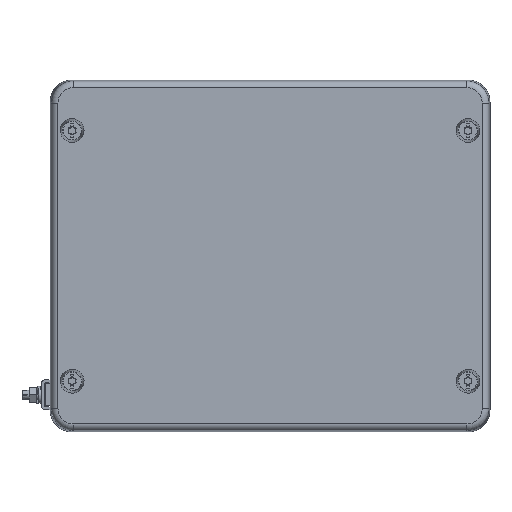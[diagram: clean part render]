
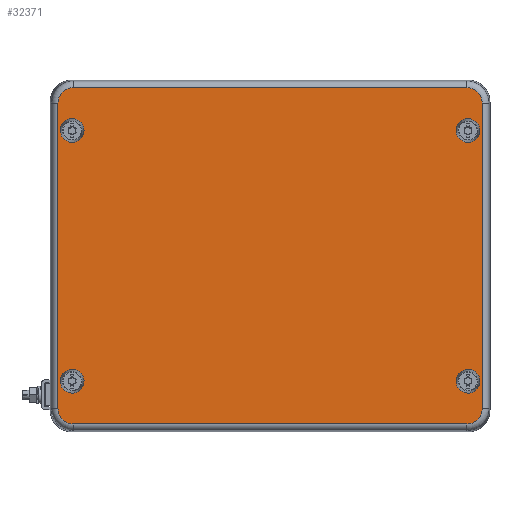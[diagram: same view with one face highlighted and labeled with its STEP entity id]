
A CAD part, top view. The second image highlights one B-rep face of the part: STEP entity #32371.
In plain terms, the highlighted planar face has unit normal (0, 0, 1).
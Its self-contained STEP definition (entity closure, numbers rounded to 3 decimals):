
#21901=AXIS2_PLACEMENT_3D('Circle Axis2P3D',#21899,#21900,$) ;
#21927=AXIS2_PLACEMENT_3D('Circle Axis2P3D',#21925,#21926,$) ;
#21944=AXIS2_PLACEMENT_3D('Circle Axis2P3D',#21942,#21943,$) ;
#21970=AXIS2_PLACEMENT_3D('Circle Axis2P3D',#21968,#21969,$) ;
#32205=AXIS2_PLACEMENT_3D('Circle Axis2P3D',#32203,#32204,$) ;
#32231=AXIS2_PLACEMENT_3D('Circle Axis2P3D',#32229,#32230,$) ;
#32248=AXIS2_PLACEMENT_3D('Circle Axis2P3D',#32246,#32247,$) ;
#32274=AXIS2_PLACEMENT_3D('Circle Axis2P3D',#32272,#32273,$) ;
#32287=AXIS2_PLACEMENT_3D('Plane Axis2P3D',#32284,#32285,#32286) ;
#32300=AXIS2_PLACEMENT_3D('Circle Axis2P3D',#32298,#32299,$) ;
#32314=AXIS2_PLACEMENT_3D('Circle Axis2P3D',#32312,#32313,$) ;
#32328=AXIS2_PLACEMENT_3D('Circle Axis2P3D',#32326,#32327,$) ;
#32342=AXIS2_PLACEMENT_3D('Circle Axis2P3D',#32340,#32341,$) ;
#21899=CARTESIAN_POINT('Axis2P3D Location',(202.792,137.013,100.)) ;
#21903=CARTESIAN_POINT('Vertex',(200.195,132.259,100.)) ;
#21905=CARTESIAN_POINT('Vertex',(205.389,141.767,100.)) ;
#21925=CARTESIAN_POINT('Axis2P3D Location',(202.792,137.013,100.)) ;
#21942=CARTESIAN_POINT('Axis2P3D Location',(202.792,23.013,100.)) ;
#21946=CARTESIAN_POINT('Vertex',(200.195,18.259,100.)) ;
#21948=CARTESIAN_POINT('Vertex',(205.389,27.767,100.)) ;
#21968=CARTESIAN_POINT('Axis2P3D Location',(202.792,23.013,100.)) ;
#32203=CARTESIAN_POINT('Axis2P3D Location',(22.792,23.013,100.)) ;
#32207=CARTESIAN_POINT('Vertex',(20.195,18.259,100.)) ;
#32209=CARTESIAN_POINT('Vertex',(25.389,27.767,100.)) ;
#32229=CARTESIAN_POINT('Axis2P3D Location',(22.792,23.013,100.)) ;
#32246=CARTESIAN_POINT('Axis2P3D Location',(22.792,137.013,100.)) ;
#32250=CARTESIAN_POINT('Vertex',(25.389,141.767,100.)) ;
#32252=CARTESIAN_POINT('Vertex',(20.195,132.259,100.)) ;
#32272=CARTESIAN_POINT('Axis2P3D Location',(22.792,137.013,100.)) ;
#32284=CARTESIAN_POINT('Axis2P3D Location',(112.792,80.013,100.)) ;
#32289=CARTESIAN_POINT('Line Origine',(209.242,80.013,100.)) ;
#32293=CARTESIAN_POINT('Vertex',(209.242,10.58,100.)) ;
#32295=CARTESIAN_POINT('Vertex',(209.242,149.445,100.)) ;
#32298=CARTESIAN_POINT('Axis2P3D Location',(202.225,149.445,100.)) ;
#32302=CARTESIAN_POINT('Vertex',(202.225,156.462,100.)) ;
#32305=CARTESIAN_POINT('Line Origine',(112.792,156.462,100.)) ;
#32309=CARTESIAN_POINT('Vertex',(23.36,156.462,100.)) ;
#32312=CARTESIAN_POINT('Axis2P3D Location',(23.36,149.445,100.)) ;
#32316=CARTESIAN_POINT('Vertex',(16.343,149.445,100.)) ;
#32319=CARTESIAN_POINT('Line Origine',(16.343,80.013,100.)) ;
#32323=CARTESIAN_POINT('Vertex',(16.343,10.58,100.)) ;
#32326=CARTESIAN_POINT('Axis2P3D Location',(23.36,10.58,100.)) ;
#32330=CARTESIAN_POINT('Vertex',(23.36,3.563,100.)) ;
#32333=CARTESIAN_POINT('Line Origine',(112.792,3.563,100.)) ;
#32337=CARTESIAN_POINT('Vertex',(202.225,3.563,100.)) ;
#32340=CARTESIAN_POINT('Axis2P3D Location',(202.225,10.58,100.)) ;
#21900=DIRECTION('Axis2P3D Direction',(0.,0.,1.)) ;
#21926=DIRECTION('Axis2P3D Direction',(0.,0.,1.)) ;
#21943=DIRECTION('Axis2P3D Direction',(0.,0.,1.)) ;
#21969=DIRECTION('Axis2P3D Direction',(0.,0.,1.)) ;
#32204=DIRECTION('Axis2P3D Direction',(0.,0.,1.)) ;
#32230=DIRECTION('Axis2P3D Direction',(0.,0.,1.)) ;
#32247=DIRECTION('Axis2P3D Direction',(0.,0.,1.)) ;
#32273=DIRECTION('Axis2P3D Direction',(0.,0.,1.)) ;
#32285=DIRECTION('Axis2P3D Direction',(0.,0.,1.)) ;
#32286=DIRECTION('Axis2P3D XDirection',(0.,1.,0.)) ;
#32290=DIRECTION('Vector Direction',(0.,1.,0.)) ;
#32299=DIRECTION('Axis2P3D Direction',(0.,0.,1.)) ;
#32306=DIRECTION('Vector Direction',(-1.,0.,0.)) ;
#32313=DIRECTION('Axis2P3D Direction',(0.,0.,1.)) ;
#32320=DIRECTION('Vector Direction',(0.,-1.,0.)) ;
#32327=DIRECTION('Axis2P3D Direction',(0.,0.,1.)) ;
#32334=DIRECTION('Vector Direction',(1.,0.,0.)) ;
#32341=DIRECTION('Axis2P3D Direction',(0.,0.,1.)) ;
#32291=VECTOR('Line Direction',#32290,1.) ;
#32307=VECTOR('Line Direction',#32306,1.) ;
#32321=VECTOR('Line Direction',#32320,1.) ;
#32335=VECTOR('Line Direction',#32334,1.) ;
#32346=ORIENTED_EDGE('',*,*,#32297,.T.) ;
#32347=ORIENTED_EDGE('',*,*,#32304,.T.) ;
#32348=ORIENTED_EDGE('',*,*,#32311,.T.) ;
#32349=ORIENTED_EDGE('',*,*,#32318,.T.) ;
#32350=ORIENTED_EDGE('',*,*,#32325,.T.) ;
#32351=ORIENTED_EDGE('',*,*,#32332,.T.) ;
#32352=ORIENTED_EDGE('',*,*,#32339,.T.) ;
#32353=ORIENTED_EDGE('',*,*,#32344,.T.) ;
#32356=ORIENTED_EDGE('',*,*,#32276,.T.) ;
#32357=ORIENTED_EDGE('',*,*,#32254,.T.) ;
#32360=ORIENTED_EDGE('',*,*,#32211,.T.) ;
#32361=ORIENTED_EDGE('',*,*,#32233,.T.) ;
#32364=ORIENTED_EDGE('',*,*,#21907,.T.) ;
#32365=ORIENTED_EDGE('',*,*,#21929,.T.) ;
#32368=ORIENTED_EDGE('',*,*,#21972,.T.) ;
#32369=ORIENTED_EDGE('',*,*,#21950,.T.) ;
#32358=FACE_BOUND('',#32355,.T.) ;
#32362=FACE_BOUND('',#32359,.T.) ;
#32366=FACE_BOUND('',#32363,.T.) ;
#32370=FACE_BOUND('',#32367,.T.) ;
#32371=ADVANCED_FACE('Cover',(#32354,#32358,#32362,#32366,#32370),#32288,.T.) ;
#21902=CIRCLE('generated circle',#21901,5.417) ;
#21928=CIRCLE('generated circle',#21927,5.417) ;
#21945=CIRCLE('generated circle',#21944,5.417) ;
#21971=CIRCLE('generated circle',#21970,5.417) ;
#32206=CIRCLE('generated circle',#32205,5.417) ;
#32232=CIRCLE('generated circle',#32231,5.417) ;
#32249=CIRCLE('generated circle',#32248,5.417) ;
#32275=CIRCLE('generated circle',#32274,5.417) ;
#32301=CIRCLE('generated circle',#32300,7.017) ;
#32315=CIRCLE('generated circle',#32314,7.017) ;
#32329=CIRCLE('generated circle',#32328,7.017) ;
#32343=CIRCLE('generated circle',#32342,7.017) ;
#21907=EDGE_CURVE('',#21904,#21906,#21902,.F.) ;
#21929=EDGE_CURVE('',#21906,#21904,#21928,.F.) ;
#21950=EDGE_CURVE('',#21947,#21949,#21945,.F.) ;
#21972=EDGE_CURVE('',#21949,#21947,#21971,.F.) ;
#32211=EDGE_CURVE('',#32208,#32210,#32206,.F.) ;
#32233=EDGE_CURVE('',#32210,#32208,#32232,.F.) ;
#32254=EDGE_CURVE('',#32251,#32253,#32249,.F.) ;
#32276=EDGE_CURVE('',#32253,#32251,#32275,.F.) ;
#32297=EDGE_CURVE('',#32294,#32296,#32292,.T.) ;
#32304=EDGE_CURVE('',#32296,#32303,#32301,.T.) ;
#32311=EDGE_CURVE('',#32303,#32310,#32308,.T.) ;
#32318=EDGE_CURVE('',#32310,#32317,#32315,.T.) ;
#32325=EDGE_CURVE('',#32317,#32324,#32322,.T.) ;
#32332=EDGE_CURVE('',#32324,#32331,#32329,.T.) ;
#32339=EDGE_CURVE('',#32331,#32338,#32336,.T.) ;
#32344=EDGE_CURVE('',#32338,#32294,#32343,.T.) ;
#32345=EDGE_LOOP('',(#32346,#32347,#32348,#32349,#32350,#32351,#32352,#32353)) ;
#32355=EDGE_LOOP('',(#32356,#32357)) ;
#32359=EDGE_LOOP('',(#32360,#32361)) ;
#32363=EDGE_LOOP('',(#32364,#32365)) ;
#32367=EDGE_LOOP('',(#32368,#32369)) ;
#32354=FACE_OUTER_BOUND('',#32345,.T.) ;
#32292=LINE('Line',#32289,#32291) ;
#32308=LINE('Line',#32305,#32307) ;
#32322=LINE('Line',#32319,#32321) ;
#32336=LINE('Line',#32333,#32335) ;
#32288=PLANE('',#32287) ;
#21904=VERTEX_POINT('',#21903) ;
#21906=VERTEX_POINT('',#21905) ;
#21947=VERTEX_POINT('',#21946) ;
#21949=VERTEX_POINT('',#21948) ;
#32208=VERTEX_POINT('',#32207) ;
#32210=VERTEX_POINT('',#32209) ;
#32251=VERTEX_POINT('',#32250) ;
#32253=VERTEX_POINT('',#32252) ;
#32294=VERTEX_POINT('',#32293) ;
#32296=VERTEX_POINT('',#32295) ;
#32303=VERTEX_POINT('',#32302) ;
#32310=VERTEX_POINT('',#32309) ;
#32317=VERTEX_POINT('',#32316) ;
#32324=VERTEX_POINT('',#32323) ;
#32331=VERTEX_POINT('',#32330) ;
#32338=VERTEX_POINT('',#32337) ;
